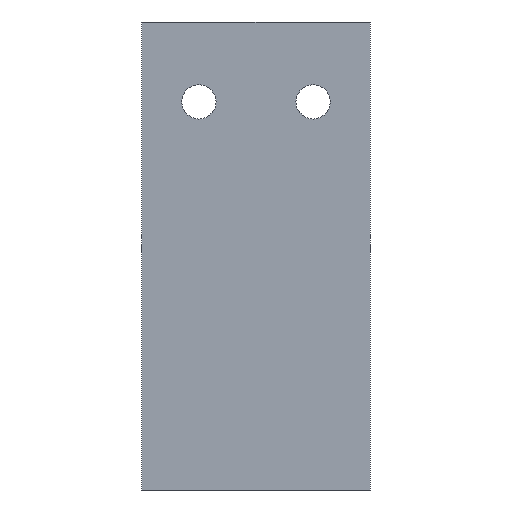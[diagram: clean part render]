
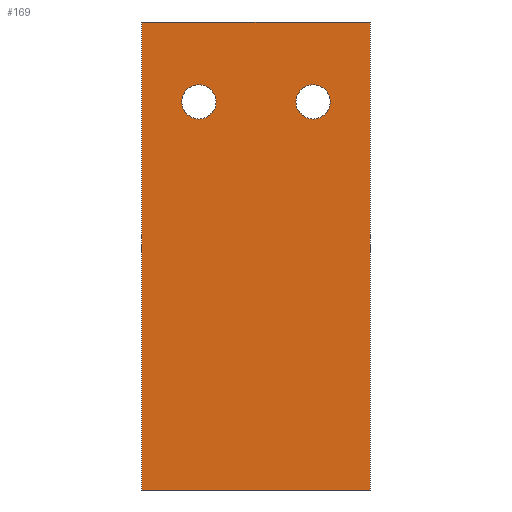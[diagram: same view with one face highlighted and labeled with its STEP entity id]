
A CAD part, front view. The second image highlights one B-rep face of the part: STEP entity #169.
In plain terms, the highlighted planar face has unit normal (0, -1, 0).
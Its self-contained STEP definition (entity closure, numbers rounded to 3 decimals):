
#17=FACE_BOUND('',#41,.T.);
#18=FACE_BOUND('',#42,.T.);
#22=PLANE('',#196);
#29=FACE_OUTER_BOUND('',#40,.T.);
#40=EDGE_LOOP('',(#132,#133,#134,#135));
#41=EDGE_LOOP('',(#136));
#42=EDGE_LOOP('',(#137));
#56=LINE('',#275,#71);
#57=LINE('',#277,#72);
#58=LINE('',#279,#73);
#59=LINE('',#280,#74);
#71=VECTOR('',#226,10.);
#72=VECTOR('',#227,10.);
#73=VECTOR('',#228,10.);
#74=VECTOR('',#229,10.);
#85=CIRCLE('',#197,1.5);
#86=CIRCLE('',#198,1.5);
#95=VERTEX_POINT('',#273);
#96=VERTEX_POINT('',#274);
#97=VERTEX_POINT('',#276);
#98=VERTEX_POINT('',#278);
#99=VERTEX_POINT('',#281);
#100=VERTEX_POINT('',#283);
#110=EDGE_CURVE('',#95,#96,#56,.T.);
#111=EDGE_CURVE('',#97,#95,#57,.T.);
#112=EDGE_CURVE('',#98,#97,#58,.T.);
#113=EDGE_CURVE('',#96,#98,#59,.T.);
#114=EDGE_CURVE('',#99,#99,#85,.T.);
#115=EDGE_CURVE('',#100,#100,#86,.T.);
#132=ORIENTED_EDGE('',*,*,#110,.F.);
#133=ORIENTED_EDGE('',*,*,#111,.F.);
#134=ORIENTED_EDGE('',*,*,#112,.F.);
#135=ORIENTED_EDGE('',*,*,#113,.F.);
#136=ORIENTED_EDGE('',*,*,#114,.F.);
#137=ORIENTED_EDGE('',*,*,#115,.F.);
#169=ADVANCED_FACE('',(#29,#17,#18),#22,.F.);
#196=AXIS2_PLACEMENT_3D('',#272,#224,#225);
#197=AXIS2_PLACEMENT_3D('',#282,#230,#231);
#198=AXIS2_PLACEMENT_3D('',#284,#232,#233);
#224=DIRECTION('center_axis',(0.,1.,0.));
#225=DIRECTION('ref_axis',(1.,0.,0.));
#226=DIRECTION('',(-1.,0.,0.));
#227=DIRECTION('',(0.,0.,-1.));
#228=DIRECTION('',(1.,0.,0.));
#229=DIRECTION('',(0.,0.,1.));
#230=DIRECTION('center_axis',(0.,-1.,0.));
#231=DIRECTION('ref_axis',(1.,0.,0.));
#232=DIRECTION('center_axis',(0.,-1.,0.));
#233=DIRECTION('ref_axis',(1.,0.,0.));
#272=CARTESIAN_POINT('Origin',(10.,3.814,-20.5));
#273=CARTESIAN_POINT('',(20.,3.814,-41.));
#274=CARTESIAN_POINT('',(0.,3.814,-41.));
#275=CARTESIAN_POINT('',(15.,3.814,-41.));
#276=CARTESIAN_POINT('',(20.,3.814,0.));
#277=CARTESIAN_POINT('',(20.,3.814,-10.25));
#278=CARTESIAN_POINT('',(0.,3.814,0.));
#279=CARTESIAN_POINT('',(5.,3.814,0.));
#280=CARTESIAN_POINT('',(0.,3.814,-30.75));
#281=CARTESIAN_POINT('',(3.5,3.814,-7.));
#282=CARTESIAN_POINT('Origin',(5.,3.814,-7.));
#283=CARTESIAN_POINT('',(13.5,3.814,-7.));
#284=CARTESIAN_POINT('Origin',(15.,3.814,-7.));
